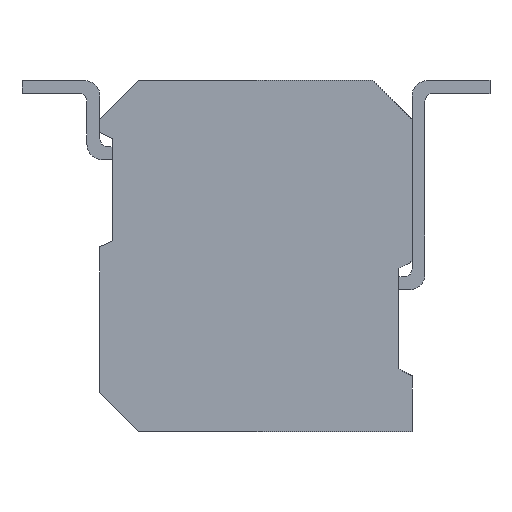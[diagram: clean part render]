
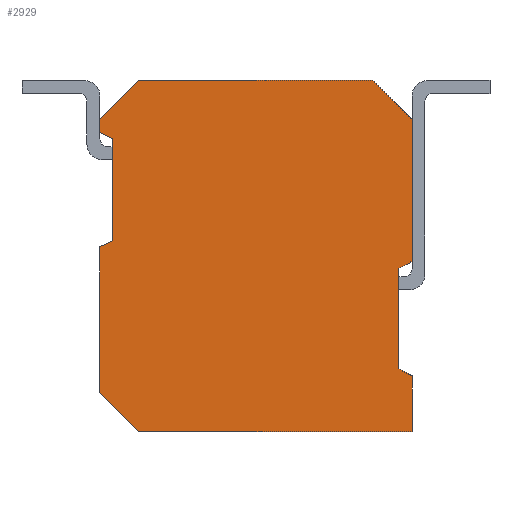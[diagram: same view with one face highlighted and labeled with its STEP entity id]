
A CAD part, left-side view. The second image highlights one B-rep face of the part: STEP entity #2929.
In plain terms, the highlighted planar face has unit normal (-1, 0, 0).
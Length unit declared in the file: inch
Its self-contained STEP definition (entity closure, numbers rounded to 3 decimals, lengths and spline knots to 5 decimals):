
#303=ORIENTED_EDGE('',*,*,#1078,.F.);
#304=ORIENTED_EDGE('',*,*,#1080,.F.);
#305=ORIENTED_EDGE('',*,*,#1045,.F.);
#306=ORIENTED_EDGE('',*,*,#986,.F.);
#307=ORIENTED_EDGE('',*,*,#1002,.F.);
#308=ORIENTED_EDGE('',*,*,#990,.F.);
#309=ORIENTED_EDGE('',*,*,#1022,.F.);
#310=ORIENTED_EDGE('',*,*,#1081,.F.);
#311=ORIENTED_EDGE('',*,*,#1082,.T.);
#312=ORIENTED_EDGE('',*,*,#1037,.T.);
#313=ORIENTED_EDGE('',*,*,#1083,.F.);
#314=ORIENTED_EDGE('',*,*,#962,.F.);
#315=ORIENTED_EDGE('',*,*,#1084,.F.);
#316=ORIENTED_EDGE('',*,*,#1039,.T.);
#317=ORIENTED_EDGE('',*,*,#1085,.F.);
#962=EDGE_CURVE('',#1387,#1388,#1665,.T.);
#986=EDGE_CURVE('',#1407,#1408,#1689,.T.);
#990=EDGE_CURVE('',#1411,#1412,#1693,.T.);
#1002=EDGE_CURVE('',#1412,#1407,#1705,.T.);
#1022=EDGE_CURVE('',#1432,#1411,#1725,.T.);
#1037=EDGE_CURVE('',#1448,#1447,#1740,.T.);
#1039=EDGE_CURVE('',#1449,#1450,#1742,.T.);
#1045=EDGE_CURVE('',#1408,#1454,#1748,.T.);
#1078=EDGE_CURVE('',#1470,#1471,#1781,.T.);
#1080=EDGE_CURVE('',#1454,#1470,#1783,.T.);
#1081=EDGE_CURVE('',#1472,#1432,#1784,.T.);
#1082=EDGE_CURVE('',#1472,#1448,#1785,.T.);
#1083=EDGE_CURVE('',#1388,#1447,#1786,.T.);
#1084=EDGE_CURVE('',#1449,#1387,#1787,.T.);
#1085=EDGE_CURVE('',#1471,#1450,#1788,.T.);
#1387=VERTEX_POINT('',#4109);
#1388=VERTEX_POINT('',#4110);
#1407=VERTEX_POINT('',#4159);
#1408=VERTEX_POINT('',#4160);
#1411=VERTEX_POINT('',#4168);
#1412=VERTEX_POINT('',#4169);
#1432=VERTEX_POINT('',#4232);
#1447=VERTEX_POINT('',#4263);
#1448=VERTEX_POINT('',#4265);
#1449=VERTEX_POINT('',#4269);
#1450=VERTEX_POINT('',#4270);
#1454=VERTEX_POINT('',#4279);
#1470=VERTEX_POINT('',#4343);
#1471=VERTEX_POINT('',#4345);
#1472=VERTEX_POINT('',#4350);
#1665=LINE('',#4108,#2042);
#1689=LINE('',#4158,#2066);
#1693=LINE('',#4167,#2070);
#1705=LINE('',#4192,#2082);
#1725=LINE('',#4233,#2102);
#1740=LINE('',#4264,#2117);
#1742=LINE('',#4268,#2119);
#1748=LINE('',#4281,#2125);
#1781=LINE('',#4344,#2158);
#1783=LINE('',#4348,#2160);
#1784=LINE('',#4349,#2161);
#1785=LINE('',#4351,#2162);
#1786=LINE('',#4352,#2163);
#1787=LINE('',#4353,#2164);
#1788=LINE('',#4354,#2165);
#2042=VECTOR('',#3307,39.37008);
#2066=VECTOR('',#3343,39.37008);
#2070=VECTOR('',#3349,39.37008);
#2082=VECTOR('',#3363,39.37008);
#2102=VECTOR('',#3405,39.37008);
#2117=VECTOR('',#3422,39.37008);
#2119=VECTOR('',#3426,39.37008);
#2125=VECTOR('',#3434,39.37008);
#2158=VECTOR('',#3495,39.37008);
#2160=VECTOR('',#3499,39.37008);
#2161=VECTOR('',#3500,39.37008);
#2162=VECTOR('',#3501,39.37008);
#2163=VECTOR('',#3502,39.37008);
#2164=VECTOR('',#3503,39.37008);
#2165=VECTOR('',#3504,39.37008);
#2461=EDGE_LOOP('',(#303,#304,#305,#306,#307,#308,#309,#310,#311,#312,#313,
#314,#315,#316,#317));
#2632=FACE_BOUND('',#2461,.T.);
#2794=PLANE('',#3126);
#2929=ADVANCED_FACE('',(#2632),#2794,.F.);
#3126=AXIS2_PLACEMENT_3D('',#4347,#3497,#3498);
#3307=DIRECTION('',(0.,0.,-1.));
#3343=DIRECTION('',(0.,0.908,0.418));
#3349=DIRECTION('',(0.,-0.908,0.418));
#3363=DIRECTION('',(0.,0.,1.));
#3405=DIRECTION('',(0.,0.,1.));
#3422=DIRECTION('',(0.,0.,1.));
#3426=DIRECTION('',(0.,0.,1.));
#3434=DIRECTION('',(0.,0.,1.));
#3495=DIRECTION('',(0.,-1.,0.));
#3497=DIRECTION('',(1.,0.,0.));
#3498=DIRECTION('',(0.,0.,-1.));
#3499=DIRECTION('',(0.,-0.707,0.707));
#3500=DIRECTION('',(0.,0.707,0.707));
#3501=DIRECTION('',(0.,-1.,0.));
#3502=DIRECTION('',(0.,-0.88,-0.475));
#3503=DIRECTION('',(0.,0.88,-0.475));
#3504=DIRECTION('',(0.,-0.707,-0.707));
#4108=CARTESIAN_POINT('',(0.,0.005,-0.0048));
#4109=CARTESIAN_POINT('',(0.,0.005,-0.0048));
#4110=CARTESIAN_POINT('',(0.,0.005,-0.0434));
#4158=CARTESIAN_POINT('',(0.,0.115,0.0452));
#4159=CARTESIAN_POINT('',(0.,0.115,0.0452));
#4160=CARTESIAN_POINT('',(0.,0.12,0.0475));
#4167=CARTESIAN_POINT('',(0.,0.12,0.0035));
#4168=CARTESIAN_POINT('',(0.,0.12,0.0035));
#4169=CARTESIAN_POINT('',(0.,0.115,0.0058));
#4192=CARTESIAN_POINT('',(0.,0.115,0.0058));
#4232=CARTESIAN_POINT('',(0.,0.12,-0.0525));
#4233=CARTESIAN_POINT('',(0.,0.12,-0.0675));
#4263=CARTESIAN_POINT('',(0.,0.,-0.0461));
#4264=CARTESIAN_POINT('',(0.,0.,-0.0675));
#4265=CARTESIAN_POINT('',(0.,0.,-0.0675));
#4268=CARTESIAN_POINT('',(0.,0.,-0.0675));
#4269=CARTESIAN_POINT('',(0.,0.,-0.0021));
#4270=CARTESIAN_POINT('',(0.,0.,0.0525));
#4279=CARTESIAN_POINT('',(0.,0.12,0.0525));
#4281=CARTESIAN_POINT('',(0.,0.12,-0.0675));
#4343=CARTESIAN_POINT('',(0.,0.105,0.0675));
#4344=CARTESIAN_POINT('',(0.,0.12,0.0675));
#4345=CARTESIAN_POINT('',(0.,0.015,0.0675));
#4347=CARTESIAN_POINT('',(0.,0.12,-0.0675));
#4348=CARTESIAN_POINT('',(0.,0.12,0.0525));
#4349=CARTESIAN_POINT('',(0.,0.105,-0.0675));
#4350=CARTESIAN_POINT('',(0.,0.105,-0.0675));
#4351=CARTESIAN_POINT('',(0.,0.12,-0.0675));
#4352=CARTESIAN_POINT('',(0.,0.005,-0.0434));
#4353=CARTESIAN_POINT('',(0.,0.,-0.0021));
#4354=CARTESIAN_POINT('',(0.,0.015,0.0675));
